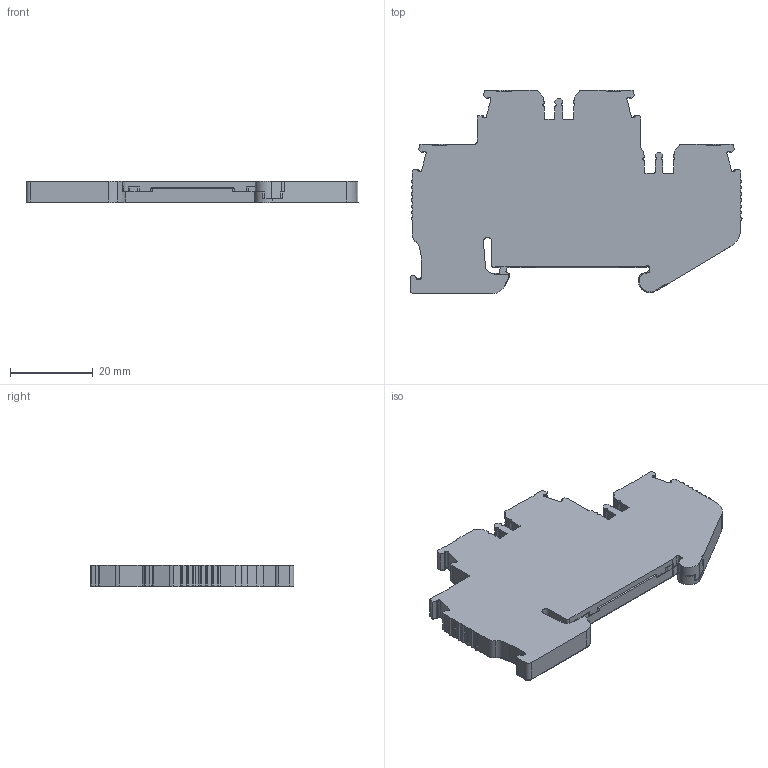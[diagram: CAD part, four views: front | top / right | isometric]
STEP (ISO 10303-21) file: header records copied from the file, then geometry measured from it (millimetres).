
FILE_DESCRIPTION (( 'STEP AP203' ), '1' );
FILE_NAME ('KN-PDG25-25.step', '2025-04-29T14:27:15', ( '' ), ( '' ), 'SwSTEP 2.0', 'SolidWorks 2024', '' );
FILE_SCHEMA (( 'CONFIG_CONTROL_DESIGN' ));
Length unit declared in the file: inch
Products named in the file (1): KN-PDG25-25
Bounding box: 80.09 x 49.09 x 5.15 mm (x, y, z)
Volume: 14524.1 mm3; surface area: 7554.8 mm2
Topology: 1 solids, 1 shells, 1035 faces, 3044 edges, 2010 vertices
Faces by surface type: plane 499, cylinder 463, bspline 59, cone 14
Entity records: 38733 total; most frequent: CARTESIAN_POINT 14583, ORIENTED_EDGE 6056, DIRECTION 3425, EDGE_CURVE 3028, VERTEX_POINT 2010, B_SPLINE_CURVE_WITH_KNOTS 1603, VECTOR 1379, LINE 1379
